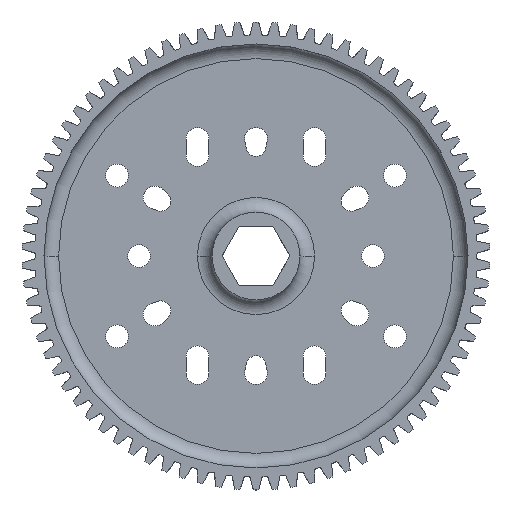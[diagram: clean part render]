
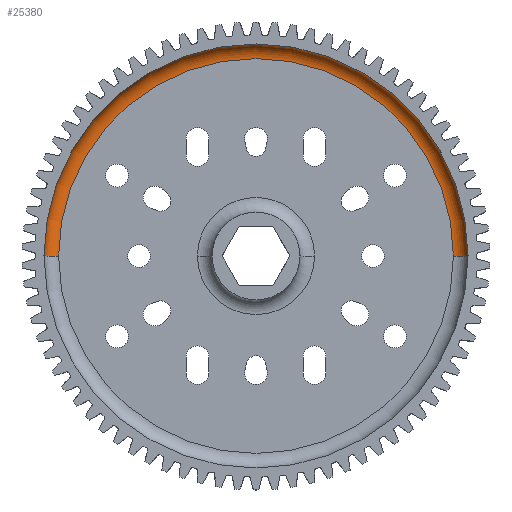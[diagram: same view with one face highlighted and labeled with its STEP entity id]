
A CAD part, top view. The second image highlights one B-rep face of the part: STEP entity #25380.
In plain terms, the highlighted toroidal (fillet/blend) face has major radius 42.862 mm and minor radius 3.175 mm.
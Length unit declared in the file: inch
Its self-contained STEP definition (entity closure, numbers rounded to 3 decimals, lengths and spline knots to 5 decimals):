
#397 = EDGE_LOOP ( 'NONE', ( #11625, #26219, #27990, #32004 ) ) ;
#1583 = DIRECTION ( 'NONE',  ( 0., 0., 1. ) ) ;
#1588 = TOROIDAL_SURFACE ( 'NONE', #6150, 1.6875, 0.125 ) ;
#1983 = CARTESIAN_POINT ( 'NONE',  ( -1.8125, 0., 0.0275 ) ) ;
#2062 = EDGE_CURVE ( 'NONE', #17807, #15174, #19973, .T. ) ;
#4501 = EDGE_CURVE ( 'NONE', #16397, #18308, #21712, .T. ) ;
#4892 = DIRECTION ( 'NONE',  ( 0., 0., -1. ) ) ;
#5004 = DIRECTION ( 'NONE',  ( 1., 0., 0. ) ) ;
#6150 = AXIS2_PLACEMENT_3D ( 'NONE', #18552, #29430, #5004 ) ;
#6305 = AXIS2_PLACEMENT_3D ( 'NONE', #31548, #1583, #12109 ) ;
#6796 = CARTESIAN_POINT ( 'NONE',  ( -1.6875, 0., -0.0975 ) ) ;
#7383 = CARTESIAN_POINT ( 'NONE',  ( 1.6875, 0., 0.0275 ) ) ;
#8211 = CIRCLE ( 'NONE', #19612, 0.125 ) ;
#8825 = CARTESIAN_POINT ( 'NONE',  ( 1.8125, 0., 0.0275 ) ) ;
#10680 = DIRECTION ( 'NONE',  ( -1., 0., 0. ) ) ;
#11625 = ORIENTED_EDGE ( 'NONE', *, *, #11846, .F. ) ;
#11806 = CARTESIAN_POINT ( 'NONE',  ( 1.6875, 0., -0.0975 ) ) ;
#11846 = EDGE_CURVE ( 'NONE', #15174, #16397, #22988, .T. ) ;
#12109 = DIRECTION ( 'NONE',  ( 1., 0., 0. ) ) ;
#13887 = EDGE_CURVE ( 'NONE', #17807, #18308, #8211, .T. ) ;
#15174 = VERTEX_POINT ( 'NONE', #6796 ) ;
#15735 = DIRECTION ( 'NONE',  ( 1., 0., 0. ) ) ;
#16397 = VERTEX_POINT ( 'NONE', #1983 ) ;
#17807 = VERTEX_POINT ( 'NONE', #11806 ) ;
#18266 = DIRECTION ( 'NONE',  ( 0., -1., 0. ) ) ;
#18308 = VERTEX_POINT ( 'NONE', #8825 ) ;
#18532 = DIRECTION ( 'NONE',  ( 0., 1., 0. ) ) ;
#18552 = CARTESIAN_POINT ( 'NONE',  ( 0., 0., 0.0275 ) ) ;
#19612 = AXIS2_PLACEMENT_3D ( 'NONE', #7383, #18266, #4892 ) ;
#19973 = CIRCLE ( 'NONE', #6305, 1.6875 ) ;
#21030 = CARTESIAN_POINT ( 'NONE',  ( -1.6875, 0., 0.0275 ) ) ;
#21712 = CIRCLE ( 'NONE', #25682, 1.8125 ) ;
#22988 = CIRCLE ( 'NONE', #32087, 0.125 ) ;
#23946 = CARTESIAN_POINT ( 'NONE',  ( 0., 0., 0.0275 ) ) ;
#24128 = DIRECTION ( 'NONE',  ( 0., 0., -1. ) ) ;
#25380 = ADVANCED_FACE ( 'NONE', ( #32283 ), #1588, .F. ) ;
#25682 = AXIS2_PLACEMENT_3D ( 'NONE', #23946, #24128, #15735 ) ;
#26219 = ORIENTED_EDGE ( 'NONE', *, *, #2062, .F. ) ;
#27990 = ORIENTED_EDGE ( 'NONE', *, *, #13887, .T. ) ;
#29430 = DIRECTION ( 'NONE',  ( 0., 0., 1. ) ) ;
#31548 = CARTESIAN_POINT ( 'NONE',  ( 0., 0., -0.0975 ) ) ;
#32004 = ORIENTED_EDGE ( 'NONE', *, *, #4501, .F. ) ;
#32087 = AXIS2_PLACEMENT_3D ( 'NONE', #21030, #18532, #10680 ) ;
#32283 = FACE_OUTER_BOUND ( 'NONE', #397, .T. ) ;
